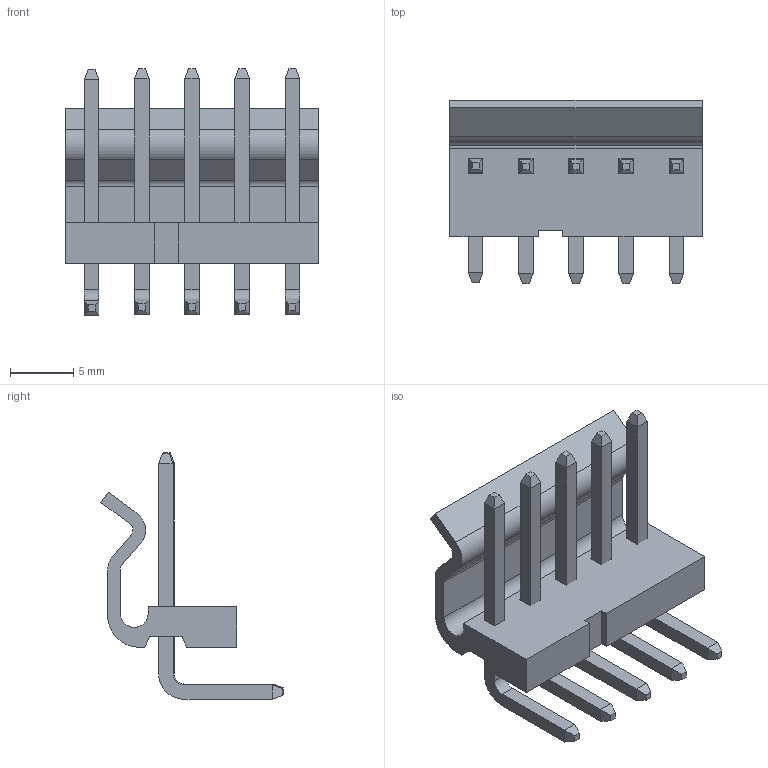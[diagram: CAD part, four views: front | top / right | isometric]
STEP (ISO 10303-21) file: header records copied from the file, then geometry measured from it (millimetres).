
FILE_DESCRIPTION( ( 'Unknown' ), '1' );
FILE_NAME( '645005117322.stp', 'Unknown', ( 'Unknown' ), ( 'Unknown' ), 'PSStep 18.0.17', 'Unknown', ' ' );
FILE_SCHEMA( ( 'AUTOMOTIVE_DESIGN { 1 0 10303 214 1 1 1 1 }' ) );
Length unit declared in the file: millimetre
Products named in the file (3): Assem1; 645005114822; 6450xx117322_PIN
Assembly tree (6 placements, depth 2):
  Assem1
    645005114822
    6450xx117322_PIN  x5
Bounding box: 19.91 x 14.43 x 19.45 mm (x, y, z)
Volume: 852.1 mm3; surface area: 1804.1 mm2
Topology: 6 solids, 6 shells, 162 faces, 395 edges, 250 vertices
Faces by surface type: plane 146, cylinder 16
Entity records: 3537 total; most frequent: CARTESIAN_POINT 486, ORIENTED_EDGE 470, DIRECTION 445, EDGE_CURVE 235, LINE 219, VECTOR 219, VERTEX_POINT 154, AXIS2_PLACEMENT_3D 113
